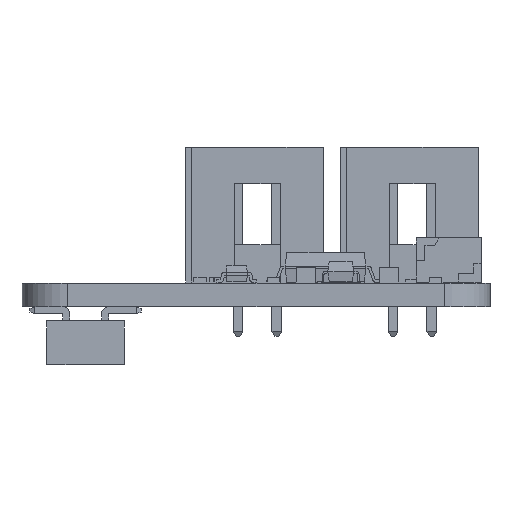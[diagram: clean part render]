
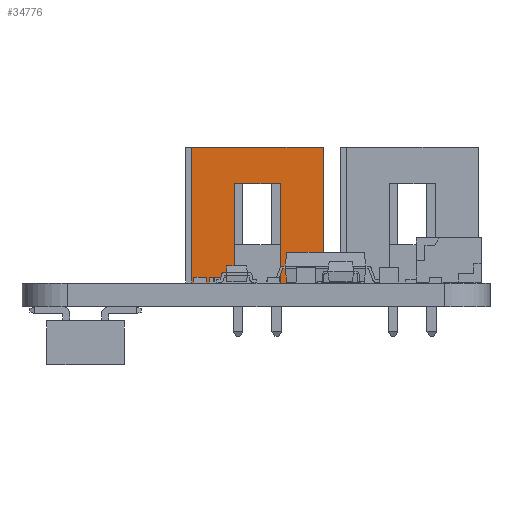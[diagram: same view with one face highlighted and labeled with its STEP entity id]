
A CAD part, left-side view. The second image highlights one B-rep face of the part: STEP entity #34776.
In plain terms, the highlighted planar face has unit normal (-1, 0, 0).
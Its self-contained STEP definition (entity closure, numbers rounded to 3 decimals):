
#947=PLANE('',#37453);
#2856=FACE_OUTER_BOUND('',#5090,.T.);
#5090=EDGE_LOOP('',(#26813,#26814,#26815,#26816,#26817,#26818,#26819,#26820));
#7694=LINE('',#51848,#11891);
#7696=LINE('',#51853,#11893);
#7697=LINE('',#51855,#11894);
#7698=LINE('',#51857,#11895);
#7699=LINE('',#51859,#11896);
#7700=LINE('',#51860,#11897);
#7701=LINE('',#51862,#11898);
#7702=LINE('',#51863,#11899);
#11891=VECTOR('',#42417,1000.);
#11893=VECTOR('',#42421,1000.);
#11894=VECTOR('',#42422,1000.);
#11895=VECTOR('',#42423,1000.);
#11896=VECTOR('',#42424,1000.);
#11897=VECTOR('',#42425,1000.);
#11898=VECTOR('',#42426,1000.);
#11899=VECTOR('',#42427,1000.);
#16688=VERTEX_POINT('',#51845);
#16689=VERTEX_POINT('',#51847);
#16690=VERTEX_POINT('',#51851);
#16691=VERTEX_POINT('',#51852);
#16692=VERTEX_POINT('',#51854);
#16693=VERTEX_POINT('',#51856);
#16694=VERTEX_POINT('',#51858);
#16695=VERTEX_POINT('',#51861);
#20318=EDGE_CURVE('',#16689,#16688,#7694,.T.);
#20320=EDGE_CURVE('',#16690,#16691,#7696,.T.);
#20321=EDGE_CURVE('',#16690,#16692,#7697,.T.);
#20322=EDGE_CURVE('',#16692,#16693,#7698,.T.);
#20323=EDGE_CURVE('',#16694,#16693,#7699,.T.);
#20324=EDGE_CURVE('',#16689,#16694,#7700,.T.);
#20325=EDGE_CURVE('',#16688,#16695,#7701,.T.);
#20326=EDGE_CURVE('',#16691,#16695,#7702,.T.);
#26813=ORIENTED_EDGE('',*,*,#20320,.F.);
#26814=ORIENTED_EDGE('',*,*,#20321,.T.);
#26815=ORIENTED_EDGE('',*,*,#20322,.T.);
#26816=ORIENTED_EDGE('',*,*,#20323,.F.);
#26817=ORIENTED_EDGE('',*,*,#20324,.F.);
#26818=ORIENTED_EDGE('',*,*,#20318,.T.);
#26819=ORIENTED_EDGE('',*,*,#20325,.T.);
#26820=ORIENTED_EDGE('',*,*,#20326,.F.);
#34776=ADVANCED_FACE('',(#2856),#947,.F.);
#37453=AXIS2_PLACEMENT_3D('',#51850,#42419,#42420);
#42417=DIRECTION('',(0.,0.,-1.));
#42419=DIRECTION('center_axis',(1.,0.,0.));
#42420=DIRECTION('ref_axis',(0.,0.,1.));
#42421=DIRECTION('',(0.,1.,0.));
#42422=DIRECTION('',(0.,0.,-1.));
#42423=DIRECTION('',(0.,-1.,0.));
#42424=DIRECTION('',(0.,0.,-1.));
#42425=DIRECTION('',(0.,-1.,0.));
#42426=DIRECTION('',(0.,-1.,0.));
#42427=DIRECTION('',(0.,0.,-1.));
#51845=CARTESIAN_POINT('',(-13.95,4.3,0.));
#51847=CARTESIAN_POINT('',(-13.95,4.3,8.9));
#51848=CARTESIAN_POINT('',(-13.95,4.3,8.9));
#51850=CARTESIAN_POINT('Origin',(-13.95,4.3,8.9));
#51851=CARTESIAN_POINT('',(-13.95,-1.5,6.5));
#51852=CARTESIAN_POINT('',(-13.95,1.5,6.5));
#51853=CARTESIAN_POINT('',(-13.95,1.5,6.5));
#51854=CARTESIAN_POINT('',(-13.95,-1.5,0.));
#51855=CARTESIAN_POINT('',(-13.95,-1.5,6.5));
#51856=CARTESIAN_POINT('',(-13.95,-4.3,0.));
#51857=CARTESIAN_POINT('',(-13.95,4.3,0.));
#51858=CARTESIAN_POINT('',(-13.95,-4.3,8.9));
#51859=CARTESIAN_POINT('',(-13.95,-4.3,8.9));
#51860=CARTESIAN_POINT('',(-13.95,4.3,8.9));
#51861=CARTESIAN_POINT('',(-13.95,1.5,0.));
#51862=CARTESIAN_POINT('',(-13.95,4.3,0.));
#51863=CARTESIAN_POINT('',(-13.95,1.5,6.5));
